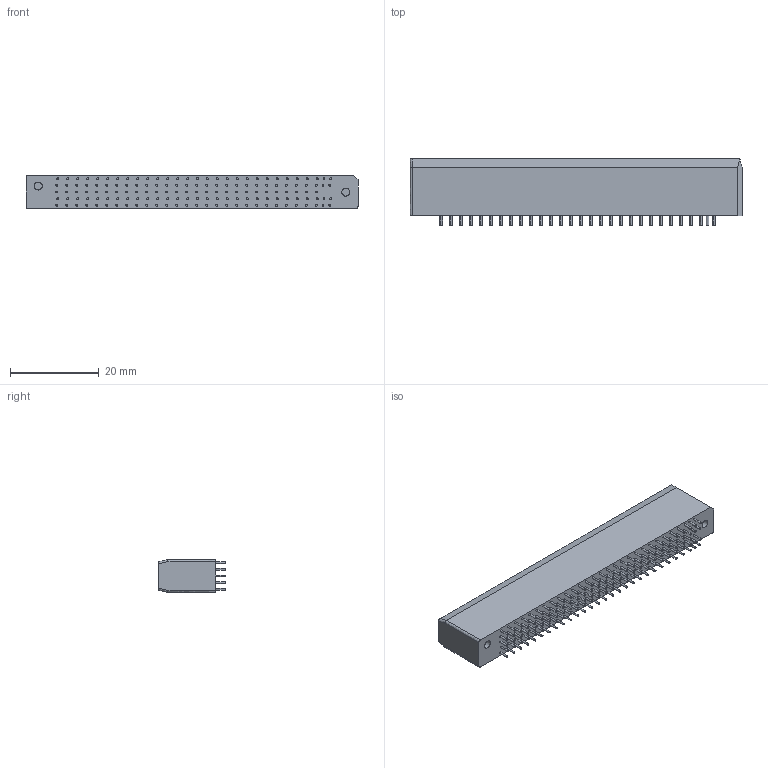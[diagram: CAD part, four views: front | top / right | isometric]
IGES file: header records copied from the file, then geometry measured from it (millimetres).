
Global section: file name: 1611_AMC_for_MicroTCA_connector_170_pole_guide_spring.igs; preprocessor: I-DEAS 3D IGES Translator 10; date: 20061205.084512; units: millimetre
Bounding box: 74.8 x 14.95 x 7.45 mm (x, y, z)
Surface area: 4609.1 mm2 (no closed solid volume)
Topology: 0 solids, 0 shells, 340 faces, 2312 edges, 2023 vertices
Faces by surface type: bspline 340
